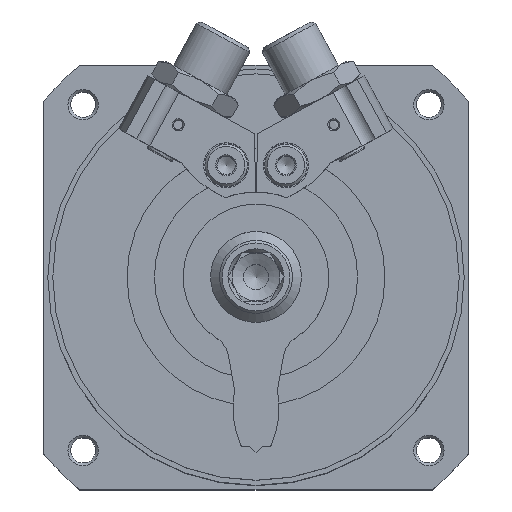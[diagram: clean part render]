
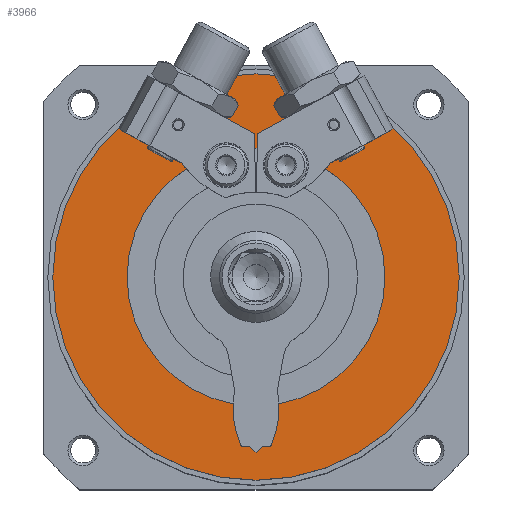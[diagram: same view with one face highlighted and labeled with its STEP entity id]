
A CAD part, top view. The second image highlights one B-rep face of the part: STEP entity #3966.
In plain terms, the highlighted face is planar.
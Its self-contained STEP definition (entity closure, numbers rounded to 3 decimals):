
#181=PLANE('',#4399);
#860=ORIENTED_EDGE('',*,*,#1839,.F.);
#861=ORIENTED_EDGE('',*,*,#1840,.T.);
#1839=EDGE_CURVE('',#2340,#2340,#2720,.T.);
#1840=EDGE_CURVE('',#2341,#2341,#2721,.T.);
#2340=VERTEX_POINT('',#6384);
#2341=VERTEX_POINT('',#6386);
#2720=CIRCLE('',#4400,33.5);
#2721=CIRCLE('',#4401,21.25);
#2995=EDGE_LOOP('',(#860));
#2996=EDGE_LOOP('',(#861));
#3444=FACE_BOUND('',#2995,.T.);
#3445=FACE_BOUND('',#2996,.T.);
#3966=ADVANCED_FACE('',(#3444,#3445),#181,.F.);
#4399=AXIS2_PLACEMENT_3D('',#6382,#5045,#5046);
#4400=AXIS2_PLACEMENT_3D('',#6383,#5047,#5048);
#4401=AXIS2_PLACEMENT_3D('',#6385,#5049,#5050);
#5045=DIRECTION('',(1.,0.,0.));
#5046=DIRECTION('',(0.,0.,-1.));
#5047=DIRECTION('',(1.,0.,0.));
#5048=DIRECTION('',(0.,0.,-1.));
#5049=DIRECTION('',(1.,0.,0.));
#5050=DIRECTION('',(0.,0.,-1.));
#6382=CARTESIAN_POINT('',(-63.,0.,0.));
#6383=CARTESIAN_POINT('',(-63.,0.,0.));
#6384=CARTESIAN_POINT('',(-63.,0.,-33.5));
#6385=CARTESIAN_POINT('',(-63.,0.,0.));
#6386=CARTESIAN_POINT('',(-63.,0.,-21.25));
